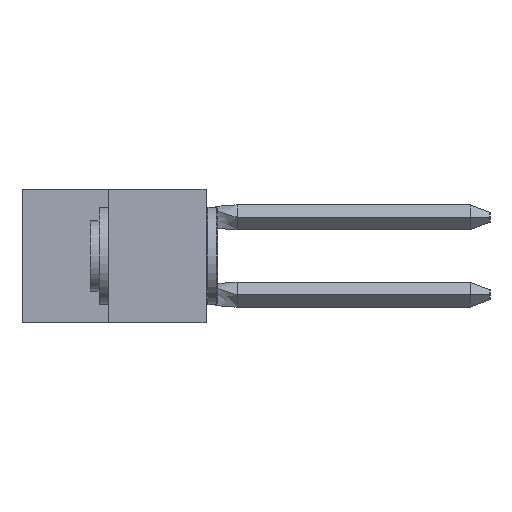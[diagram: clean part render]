
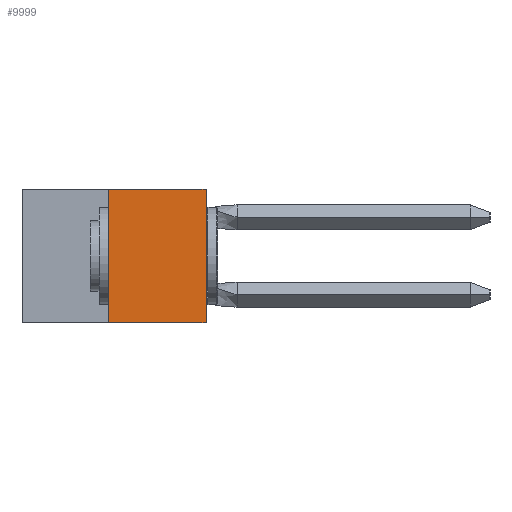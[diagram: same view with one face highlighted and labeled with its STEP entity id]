
A CAD part, left-side view. The second image highlights one B-rep face of the part: STEP entity #9999.
In plain terms, the highlighted planar face has unit normal (-1, 0, 0).
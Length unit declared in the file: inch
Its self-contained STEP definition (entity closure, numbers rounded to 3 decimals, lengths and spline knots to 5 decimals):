
#627 = ORIENTED_EDGE ( 'NONE', *, *, #21093, .F. ) ;
#1336 = CARTESIAN_POINT ( 'NONE',  ( 0., 0.473, 0. ) ) ;
#3201 = VERTEX_POINT ( 'NONE', #26715 ) ;
#3742 = CARTESIAN_POINT ( 'NONE',  ( 0., 0., 0. ) ) ;
#4145 = ORIENTED_EDGE ( 'NONE', *, *, #14212, .T. ) ;
#4595 = AXIS2_PLACEMENT_3D ( 'NONE', #1336, #29641, #11720 ) ;
#6180 = EDGE_CURVE ( 'NONE', #26879, #9158, #29493, .T. ) ;
#6209 = CARTESIAN_POINT ( 'NONE',  ( 0., 0.25, 0. ) ) ;
#7196 = VECTOR ( 'NONE', #29588, 39.37008 ) ;
#7822 = DIRECTION ( 'NONE',  ( 0., -1., 0. ) ) ;
#8720 = LINE ( 'NONE', #6209, #19947 ) ;
#9158 = VERTEX_POINT ( 'NONE', #12899 ) ;
#9999 = ADVANCED_FACE ( 'NONE', ( #29889 ), #19118, .F. ) ;
#11259 = DIRECTION ( 'NONE',  ( 0., 0., 1. ) ) ;
#11595 = LINE ( 'NONE', #24448, #7196 ) ;
#11720 = DIRECTION ( 'NONE',  ( 0., 0., -1. ) ) ;
#12899 = CARTESIAN_POINT ( 'NONE',  ( 0., 0., 0. ) ) ;
#14212 = EDGE_CURVE ( 'NONE', #25986, #26879, #17642, .T. ) ;
#15458 = ORIENTED_EDGE ( 'NONE', *, *, #27310, .F. ) ;
#17642 = LINE ( 'NONE', #20604, #27690 ) ;
#19118 = PLANE ( 'NONE',  #4595 ) ;
#19947 = VECTOR ( 'NONE', #11259, 39.37008 ) ;
#20604 = CARTESIAN_POINT ( 'NONE',  ( 0., 0.473, -0.343 ) ) ;
#21093 = EDGE_CURVE ( 'NONE', #3201, #9158, #11595, .T. ) ;
#21862 = DIRECTION ( 'NONE',  ( 0., 0., 1. ) ) ;
#24448 = CARTESIAN_POINT ( 'NONE',  ( 0., 0.473, 0. ) ) ;
#25986 = VERTEX_POINT ( 'NONE', #29977 ) ;
#26715 = CARTESIAN_POINT ( 'NONE',  ( 0., 0.25, 0. ) ) ;
#26879 = VERTEX_POINT ( 'NONE', #32486 ) ;
#27310 = EDGE_CURVE ( 'NONE', #25986, #3201, #8720, .T. ) ;
#27690 = VECTOR ( 'NONE', #7822, 39.37008 ) ;
#29493 = LINE ( 'NONE', #3742, #31513 ) ;
#29588 = DIRECTION ( 'NONE',  ( 0., -1., 0. ) ) ;
#29641 = DIRECTION ( 'NONE',  ( 1., 0., 0. ) ) ;
#29889 = FACE_OUTER_BOUND ( 'NONE', #32855, .T. ) ;
#29977 = CARTESIAN_POINT ( 'NONE',  ( 0., 0.25, -0.343 ) ) ;
#31513 = VECTOR ( 'NONE', #21862, 39.37008 ) ;
#31684 = ORIENTED_EDGE ( 'NONE', *, *, #6180, .T. ) ;
#32486 = CARTESIAN_POINT ( 'NONE',  ( 0., 0., -0.343 ) ) ;
#32855 = EDGE_LOOP ( 'NONE', ( #627, #15458, #4145, #31684 ) ) ;
